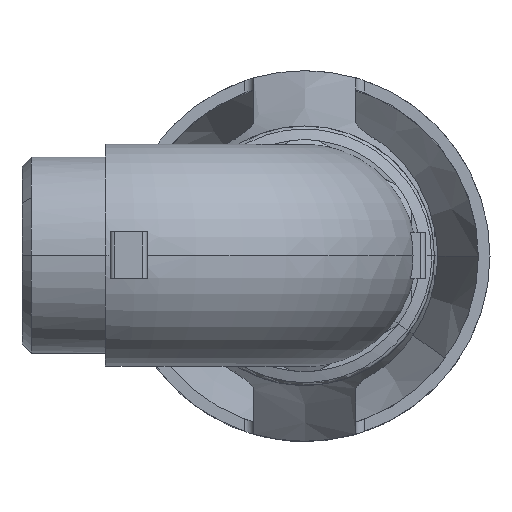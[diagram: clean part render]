
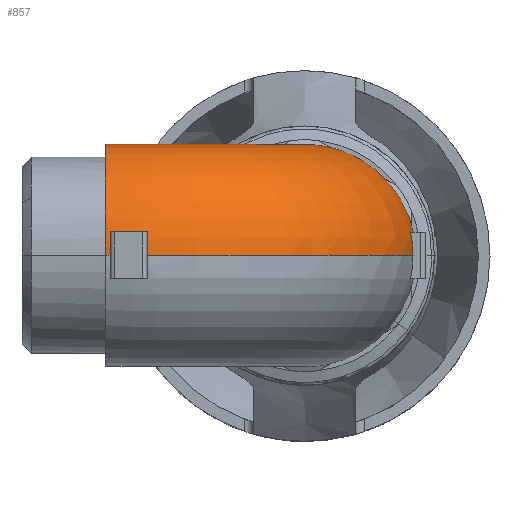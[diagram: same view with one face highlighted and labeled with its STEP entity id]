
A CAD part, top view. The second image highlights one B-rep face of the part: STEP entity #857.
In plain terms, the highlighted toroidal (fillet/blend) face has major radius 43 mm and minor radius 24 mm.
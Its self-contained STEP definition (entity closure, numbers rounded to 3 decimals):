
#622=CARTESIAN_POINT('Vertex',(-43.,0.,106.997)) ;
#624=CARTESIAN_POINT('Vertex',(-43.,0.,154.997)) ;
#628=CARTESIAN_POINT('Control Point',(-43.,0.,154.997)) ;
#629=CARTESIAN_POINT('Control Point',(-43.,2.4,154.997)) ;
#630=CARTESIAN_POINT('Control Point',(-43.,4.8,154.697)) ;
#631=CARTESIAN_POINT('Control Point',(-43.,7.15,154.097)) ;
#632=CARTESIAN_POINT('Control Point',(-43.,11.65,152.322)) ;
#633=CARTESIAN_POINT('Control Point',(-43.,15.575,149.494)) ;
#634=CARTESIAN_POINT('Control Point',(-43.,17.349,147.841)) ;
#635=CARTESIAN_POINT('Control Point',(-43.,20.448,144.126)) ;
#636=CARTESIAN_POINT('Control Point',(-43.,22.536,139.763)) ;
#637=CARTESIAN_POINT('Control Point',(-43.,23.301,137.461)) ;
#638=CARTESIAN_POINT('Control Point',(-43.,24.239,132.716)) ;
#639=CARTESIAN_POINT('Control Point',(-43.,23.98,127.885)) ;
#640=CARTESIAN_POINT('Control Point',(-43.,23.548,125.499)) ;
#641=CARTESIAN_POINT('Control Point',(-43.,22.096,120.884)) ;
#642=CARTESIAN_POINT('Control Point',(-43.,19.553,116.769)) ;
#643=CARTESIAN_POINT('Control Point',(-43.,18.029,114.882)) ;
#644=CARTESIAN_POINT('Control Point',(-43.,14.543,111.529)) ;
#645=CARTESIAN_POINT('Control Point',(-43.,10.338,109.137)) ;
#646=CARTESIAN_POINT('Control Point',(-43.,8.096,108.211)) ;
#647=CARTESIAN_POINT('Control Point',(-43.,5.102,107.396)) ;
#648=CARTESIAN_POINT('Control Point',(-43.,2.038,107.069)) ;
#649=CARTESIAN_POINT('Control Point',(-43.,1.359,107.021)) ;
#650=CARTESIAN_POINT('Control Point',(-43.,0.679,106.997)) ;
#651=CARTESIAN_POINT('Control Point',(-43.,0.,106.997)) ;
#679=CARTESIAN_POINT('Axis2P3D Location',(-43.,0.,87.997)) ;
#683=CARTESIAN_POINT('Vertex',(-24.,0.,87.997)) ;
#690=CARTESIAN_POINT('Vertex',(24.,0.,87.997)) ;
#693=CARTESIAN_POINT('Axis2P3D Location',(-43.,0.,87.997)) ;
#697=CARTESIAN_POINT('Vertex',(23.993,0.,88.997)) ;
#723=CARTESIAN_POINT('Vertex',(23.393,0.,96.997)) ;
#726=CARTESIAN_POINT('Axis2P3D Location',(-43.,0.,87.997)) ;
#730=CARTESIAN_POINT('Vertex',(-34.,0.,154.389)) ;
#759=CARTESIAN_POINT('Vertex',(-42.,0.,154.989)) ;
#762=CARTESIAN_POINT('Axis2P3D Location',(-43.,0.,87.997)) ;
#782=CARTESIAN_POINT('Axis2P3D Location',(-43.,0.,87.997)) ;
#788=CARTESIAN_POINT('Control Point',(-42.,0.,154.989)) ;
#789=CARTESIAN_POINT('Control Point',(-42.,1.221,154.989)) ;
#790=CARTESIAN_POINT('Control Point',(-42.,2.485,154.906)) ;
#791=CARTESIAN_POINT('Control Point',(-42.,3.753,154.728)) ;
#792=CARTESIAN_POINT('Control Point',(-42.,5.,154.462)) ;
#793=CARTESIAN_POINT('Vertex',(-42.,5.,154.462)) ;
#796=CARTESIAN_POINT('Axis2P3D Location',(-43.,5.,87.997)) ;
#800=CARTESIAN_POINT('Vertex',(-34.,5.,153.858)) ;
#804=CARTESIAN_POINT('Control Point',(-34.,5.,153.858)) ;
#805=CARTESIAN_POINT('Control Point',(-34.,4.,154.073)) ;
#806=CARTESIAN_POINT('Control Point',(-34.,2.999,154.232)) ;
#807=CARTESIAN_POINT('Control Point',(-34.,1.986,154.339)) ;
#808=CARTESIAN_POINT('Control Point',(-34.,0.979,154.389)) ;
#809=CARTESIAN_POINT('Control Point',(-34.,0.,154.389)) ;
#812=CARTESIAN_POINT('Control Point',(23.393,0.,96.997)) ;
#813=CARTESIAN_POINT('Control Point',(23.393,1.221,96.997)) ;
#814=CARTESIAN_POINT('Control Point',(23.309,2.485,96.997)) ;
#815=CARTESIAN_POINT('Control Point',(23.129,3.753,96.997)) ;
#816=CARTESIAN_POINT('Control Point',(22.861,5.,96.997)) ;
#817=CARTESIAN_POINT('Vertex',(22.861,5.,96.997)) ;
#820=CARTESIAN_POINT('Axis2P3D Location',(-43.,5.,87.997)) ;
#824=CARTESIAN_POINT('Vertex',(23.466,5.,88.997)) ;
#828=CARTESIAN_POINT('Control Point',(23.466,5.,88.997)) ;
#829=CARTESIAN_POINT('Control Point',(23.638,4.191,88.997)) ;
#830=CARTESIAN_POINT('Control Point',(23.776,3.374,88.997)) ;
#831=CARTESIAN_POINT('Control Point',(23.874,2.587,88.997)) ;
#832=CARTESIAN_POINT('Control Point',(23.957,1.573,88.997)) ;
#833=CARTESIAN_POINT('Control Point',(23.987,0.577,88.997)) ;
#834=CARTESIAN_POINT('Control Point',(23.991,0.384,88.997)) ;
#835=CARTESIAN_POINT('Control Point',(23.993,0.191,88.997)) ;
#836=CARTESIAN_POINT('Control Point',(23.993,0.,88.997)) ;
#838=CARTESIAN_POINT('Axis2P3D Location',(0.,0.,87.997)) ;
#680=DIRECTION('Axis2P3D Direction',(0.,1.,0.)) ;
#694=DIRECTION('Axis2P3D Direction',(0.,1.,0.)) ;
#727=DIRECTION('Axis2P3D Direction',(0.,1.,0.)) ;
#763=DIRECTION('Axis2P3D Direction',(0.,1.,0.)) ;
#783=DIRECTION('Axis2P3D Direction',(0.,1.,0.)) ;
#784=DIRECTION('Axis2P3D XDirection',(0.,0.,1.)) ;
#797=DIRECTION('Axis2P3D Direction',(0.,1.,0.)) ;
#821=DIRECTION('Axis2P3D Direction',(0.,1.,0.)) ;
#839=DIRECTION('Axis2P3D Direction',(0.,0.,1.)) ;
#681=AXIS2_PLACEMENT_3D('Circle Axis2P3D',#679,#680,$) ;
#695=AXIS2_PLACEMENT_3D('Circle Axis2P3D',#693,#694,$) ;
#728=AXIS2_PLACEMENT_3D('Circle Axis2P3D',#726,#727,$) ;
#764=AXIS2_PLACEMENT_3D('Circle Axis2P3D',#762,#763,$) ;
#785=AXIS2_PLACEMENT_3D('Torus Axis2P3D',#782,#783,#784) ;
#798=AXIS2_PLACEMENT_3D('Circle Axis2P3D',#796,#797,$) ;
#822=AXIS2_PLACEMENT_3D('Circle Axis2P3D',#820,#821,$) ;
#840=AXIS2_PLACEMENT_3D('Circle Axis2P3D',#838,#839,$) ;
#682=CIRCLE('generated circle',#681,19.) ;
#696=CIRCLE('generated circle',#695,67.) ;
#729=CIRCLE('generated circle',#728,67.) ;
#765=CIRCLE('generated circle',#764,67.) ;
#799=CIRCLE('generated circle',#798,66.473) ;
#823=CIRCLE('generated circle',#822,66.473) ;
#841=CIRCLE('generated circle',#840,24.) ;
#786=TOROIDAL_SURFACE('homeo Torus',#785,43.,24.) ;
#652=EDGE_CURVE('',#625,#623,#627,.T.) ;
#685=EDGE_CURVE('',#623,#684,#682,.T.) ;
#699=EDGE_CURVE('',#691,#698,#696,.F.) ;
#732=EDGE_CURVE('',#724,#731,#729,.F.) ;
#766=EDGE_CURVE('',#760,#625,#765,.F.) ;
#795=EDGE_CURVE('',#760,#794,#787,.T.) ;
#802=EDGE_CURVE('',#794,#801,#799,.T.) ;
#810=EDGE_CURVE('',#801,#731,#803,.T.) ;
#819=EDGE_CURVE('',#724,#818,#811,.T.) ;
#826=EDGE_CURVE('',#818,#825,#823,.T.) ;
#837=EDGE_CURVE('',#825,#698,#827,.T.) ;
#842=EDGE_CURVE('',#684,#691,#841,.F.) ;
#844=ORIENTED_EDGE('',*,*,#652,.F.) ;
#845=ORIENTED_EDGE('',*,*,#766,.F.) ;
#846=ORIENTED_EDGE('',*,*,#795,.T.) ;
#847=ORIENTED_EDGE('',*,*,#802,.T.) ;
#848=ORIENTED_EDGE('',*,*,#810,.T.) ;
#849=ORIENTED_EDGE('',*,*,#732,.F.) ;
#850=ORIENTED_EDGE('',*,*,#819,.T.) ;
#851=ORIENTED_EDGE('',*,*,#826,.T.) ;
#852=ORIENTED_EDGE('',*,*,#837,.T.) ;
#853=ORIENTED_EDGE('',*,*,#699,.F.) ;
#854=ORIENTED_EDGE('',*,*,#842,.F.) ;
#855=ORIENTED_EDGE('',*,*,#685,.F.) ;
#843=EDGE_LOOP('',(#844,#845,#846,#847,#848,#849,#850,#851,#852,#853,#854,#855)) ;
#623=VERTEX_POINT('',#622) ;
#625=VERTEX_POINT('',#624) ;
#684=VERTEX_POINT('',#683) ;
#691=VERTEX_POINT('',#690) ;
#698=VERTEX_POINT('',#697) ;
#724=VERTEX_POINT('',#723) ;
#731=VERTEX_POINT('',#730) ;
#760=VERTEX_POINT('',#759) ;
#794=VERTEX_POINT('',#793) ;
#801=VERTEX_POINT('',#800) ;
#818=VERTEX_POINT('',#817) ;
#825=VERTEX_POINT('',#824) ;
#857=ADVANCED_FACE('Parte3_1',(#856),#786,.T.) ;
#627=B_SPLINE_CURVE_WITH_KNOTS('',5,(#628,#629,#630,#631,#632,#633,#634,#635,#636,#637,#638,#639,#640,#641,#642,#643,#644,#645,#646,#647,#648,#649,#650,#651),.UNSPECIFIED.,.F.,.U.,(6,3,3,3,3,3,3,6),(0.,16.97,33.941,50.911,67.881,84.852,101.822,106.626),.UNSPECIFIED.) ;
#787=B_SPLINE_CURVE_WITH_KNOTS('',4,(#788,#789,#790,#791,#792),.UNSPECIFIED.,.F.,.U.,(5,5),(0.,7.125),.UNSPECIFIED.) ;
#803=B_SPLINE_CURVE_WITH_KNOTS('',5,(#804,#805,#806,#807,#808,#809),.UNSPECIFIED.,.F.,.U.,(6,6),(0.,7.141),.UNSPECIFIED.) ;
#811=B_SPLINE_CURVE_WITH_KNOTS('',4,(#812,#813,#814,#815,#816),.UNSPECIFIED.,.F.,.U.,(5,5),(0.,7.125),.UNSPECIFIED.) ;
#827=B_SPLINE_CURVE_WITH_KNOTS('',5,(#828,#829,#830,#831,#832,#833,#834,#835,#836),.UNSPECIFIED.,.F.,.U.,(6,3,6),(0.,5.776,7.172),.UNSPECIFIED.) ;
#856=FACE_OUTER_BOUND('',#843,.T.) ;
